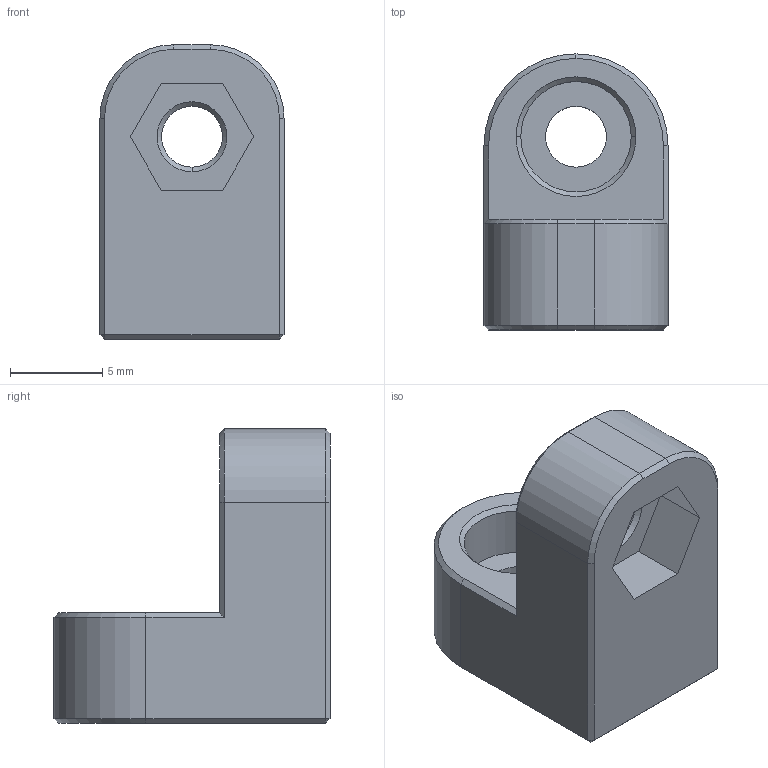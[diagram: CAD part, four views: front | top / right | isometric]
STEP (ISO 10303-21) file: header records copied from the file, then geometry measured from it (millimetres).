
FILE_DESCRIPTION (( 'STEP AP214' ), '1' );
FILE_NAME ('Z_Endstop_axis.STEP', '2024-12-08T11:52:25', ( '' ), ( '' ), 'SwSTEP 2.0', 'SolidWorks 2024', '' );
FILE_SCHEMA (( 'AUTOMOTIVE_DESIGN' ));
Length unit declared in the file: millimetre
Products named in the file (1): Z_Endstop_axis
Bounding box: 10 x 15 x 16 mm (x, y, z)
Volume: 1165.4 mm3; surface area: 957.9 mm2
Topology: 1 solids, 1 shells, 52 faces, 116 edges, 68 vertices
Faces by surface type: plane 28, cone 14, cylinder 10
Entity records: 2013 total; most frequent: DIRECTION 256, CARTESIAN_POINT 237, ORIENTED_EDGE 232, EDGE_CURVE 116, AXIS2_PLACEMENT_3D 87, LINE 82, VECTOR 82, VERTEX_POINT 68
